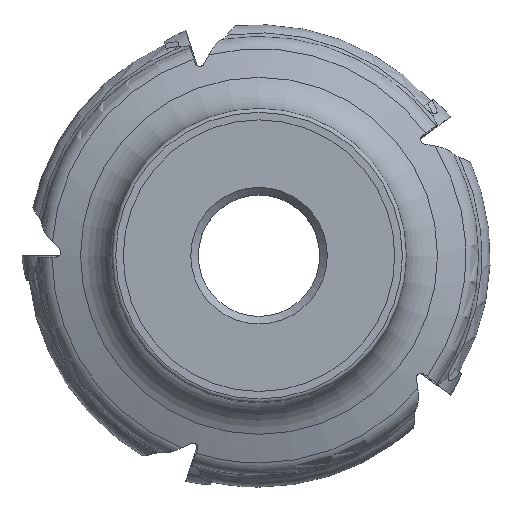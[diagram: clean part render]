
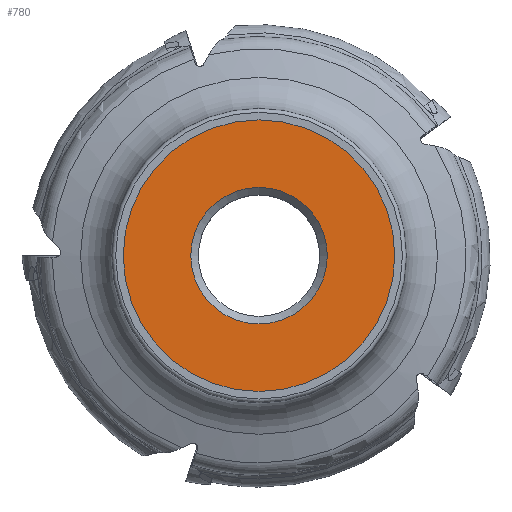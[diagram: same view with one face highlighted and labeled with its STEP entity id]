
A CAD part, top view. The second image highlights one B-rep face of the part: STEP entity #780.
In plain terms, the highlighted planar face has unit normal (0, 0, 1).
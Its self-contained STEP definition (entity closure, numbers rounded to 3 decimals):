
#780=ADVANCED_FACE('',(#1216,#1217),#1078,.F.);
#1078=PLANE('',#5857);
#1216=FACE_BOUND('',#1382,.T.);
#1217=FACE_BOUND('',#1383,.T.);
#1382=EDGE_LOOP('',(#2754));
#1383=EDGE_LOOP('',(#2755));
#2754=ORIENTED_EDGE('',*,*,#4818,.F.);
#2755=ORIENTED_EDGE('',*,*,#4819,.T.);
#4237=VERTEX_POINT('',#8990);
#4238=VERTEX_POINT('',#8992);
#4818=EDGE_CURVE('',#4237,#4237,#5492,.T.);
#4819=EDGE_CURVE('',#4238,#4238,#5493,.T.);
#5492=CIRCLE('',#5855,35.8);
#5493=CIRCLE('',#5856,18.006);
#5855=AXIS2_PLACEMENT_3D('',#8989,#6630,#6631);
#5856=AXIS2_PLACEMENT_3D('',#8991,#6632,#6633);
#5857=AXIS2_PLACEMENT_3D('',#8993,#6634,#6635);
#6630=DIRECTION('',(0.,0.,-1.));
#6631=DIRECTION('',(0.,-1.,0.));
#6632=DIRECTION('',(0.,0.,-1.));
#6633=DIRECTION('',(0.,-1.,0.));
#6634=DIRECTION('',(0.,0.,-1.));
#6635=DIRECTION('',(0.,1.,0.));
#8989=CARTESIAN_POINT('',(0.,0.,0.));
#8990=CARTESIAN_POINT('',(0.,-35.8,0.));
#8991=CARTESIAN_POINT('',(0.,0.,0.));
#8992=CARTESIAN_POINT('',(0.,-18.006,0.));
#8993=CARTESIAN_POINT('',(18.006,0.,0.));
